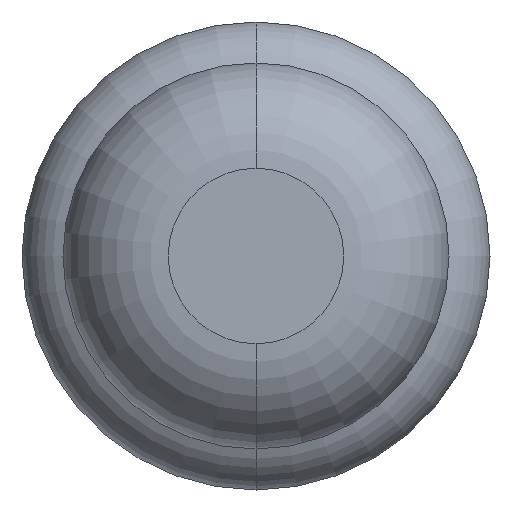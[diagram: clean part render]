
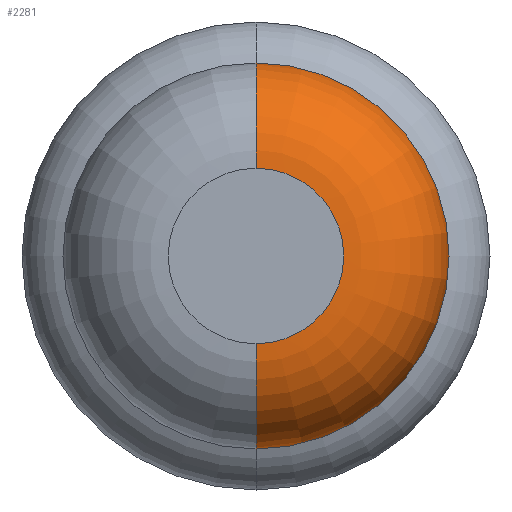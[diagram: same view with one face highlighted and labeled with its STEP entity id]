
A CAD part, front view. The second image highlights one B-rep face of the part: STEP entity #2281.
In plain terms, the highlighted toroidal (fillet/blend) face has major radius 0.375 mm and minor radius 0.45 mm.
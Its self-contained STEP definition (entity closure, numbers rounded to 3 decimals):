
#26 = CARTESIAN_POINT ( 'NONE',  ( 0., -28.55, 0.825 ) ) ;
#32 = CARTESIAN_POINT ( 'NONE',  ( 0., -28.55, 0. ) ) ;
#59 = AXIS2_PLACEMENT_3D ( 'NONE', #2068, #1104, #1322 ) ;
#65 = CIRCLE ( 'NONE', #105, 0.45 ) ;
#94 = ORIENTED_EDGE ( 'NONE', *, *, #322, .T. ) ;
#105 = AXIS2_PLACEMENT_3D ( 'NONE', #2529, #394, #1081 ) ;
#224 = CIRCLE ( 'NONE', #59, 0.375 ) ;
#322 = EDGE_CURVE ( 'Defeature ausgef�hrt1_2+Defeature ausgef�hrt1_1+Defeature ausgef�hrt1_1+Defeature ausgef�hrt1_1', #2320, #1332, #224, .T. ) ;
#394 = DIRECTION ( 'NONE',  ( 1., 0., 0. ) ) ;
#499 = DIRECTION ( 'NONE',  ( 0., 0., 1. ) ) ;
#509 = DIRECTION ( 'NONE',  ( 0., 1., 0. ) ) ;
#515 = AXIS2_PLACEMENT_3D ( 'NONE', #32, #509, #499 ) ;
#559 = VERTEX_POINT ( 'NONE', #26 ) ;
#611 = CARTESIAN_POINT ( 'NONE',  ( 0., -29., -0.375 ) ) ;
#632 = EDGE_LOOP ( 'NONE', ( #94, #974, #1437, #1552 ) ) ;
#693 = TOROIDAL_SURFACE ( 'NONE', #3034, 0.375, 0.45 ) ;
#711 = EDGE_CURVE ( 'NONE', #2320, #559, #1065, .T. ) ;
#821 = DIRECTION ( 'NONE',  ( -1., 0., 0. ) ) ;
#974 = ORIENTED_EDGE ( 'NONE', *, *, #2432, .T. ) ;
#1054 = EDGE_CURVE ( 'Defeature ausgef�hrt1_3+Defeature ausgef�hrt1_2+Defeature ausgef�hrt1_2+Defeature ausgef�hrt1_2', #559, #1475, #2240, .T. ) ;
#1065 = CIRCLE ( 'NONE', #1316, 0.45 ) ;
#1081 = DIRECTION ( 'NONE',  ( 0., 0., -1. ) ) ;
#1104 = DIRECTION ( 'NONE',  ( 0., 1., 0. ) ) ;
#1135 = CARTESIAN_POINT ( 'NONE',  ( 0., -28.55, -0.825 ) ) ;
#1316 = AXIS2_PLACEMENT_3D ( 'NONE', #2499, #821, #2039 ) ;
#1322 = DIRECTION ( 'NONE',  ( 0., 0., 1. ) ) ;
#1332 = VERTEX_POINT ( 'NONE', #611 ) ;
#1437 = ORIENTED_EDGE ( 'NONE', *, *, #1054, .F. ) ;
#1444 = DIRECTION ( 'NONE',  ( 0., 1., 0. ) ) ;
#1475 = VERTEX_POINT ( 'NONE', #1135 ) ;
#1552 = ORIENTED_EDGE ( 'NONE', *, *, #711, .F. ) ;
#1956 = CARTESIAN_POINT ( 'NONE',  ( 0., -28.55, 0. ) ) ;
#1957 = FACE_OUTER_BOUND ( 'NONE', #632, .T. ) ;
#2039 = DIRECTION ( 'NONE',  ( 0., 0., 1. ) ) ;
#2068 = CARTESIAN_POINT ( 'NONE',  ( 0., -29., 0. ) ) ;
#2240 = CIRCLE ( 'NONE', #515, 0.825 ) ;
#2281 = ADVANCED_FACE ( 'Defeature ausgef�hrt1_2', ( #1957 ), #693, .T. ) ;
#2320 = VERTEX_POINT ( 'NONE', #2720 ) ;
#2432 = EDGE_CURVE ( 'NONE', #1332, #1475, #65, .T. ) ;
#2499 = CARTESIAN_POINT ( 'NONE',  ( 0., -28.55, 0.375 ) ) ;
#2529 = CARTESIAN_POINT ( 'NONE',  ( 0., -28.55, -0.375 ) ) ;
#2720 = CARTESIAN_POINT ( 'NONE',  ( 0., -29., 0.375 ) ) ;
#2906 = DIRECTION ( 'NONE',  ( 0., 0., 1. ) ) ;
#3034 = AXIS2_PLACEMENT_3D ( 'NONE', #1956, #1444, #2906 ) ;
